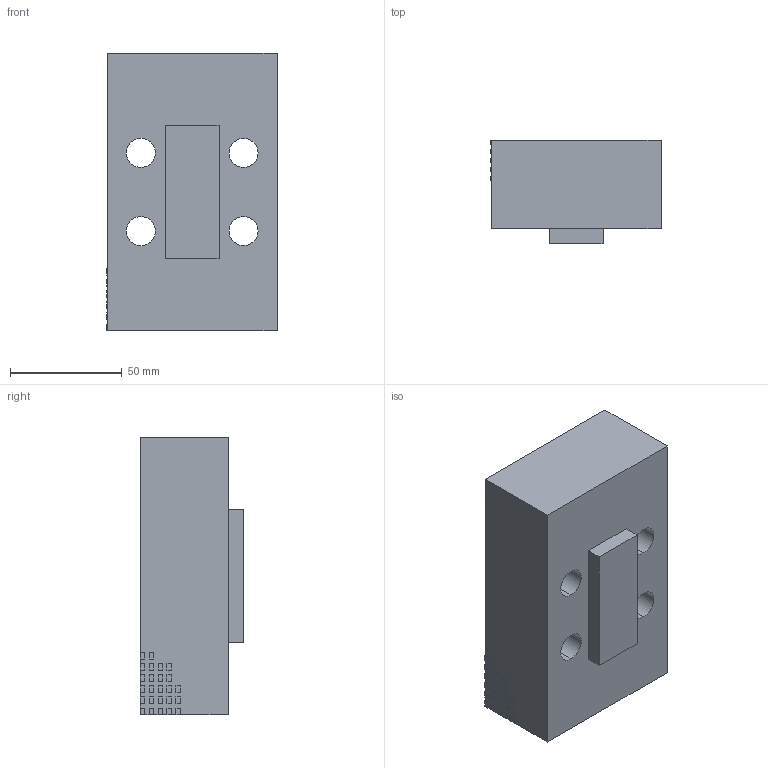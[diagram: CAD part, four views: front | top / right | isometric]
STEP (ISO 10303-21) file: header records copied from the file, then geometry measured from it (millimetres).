
FILE_DESCRIPTION (( 'STEP AP214' ), '1' );
FILE_NAME ('1701.130.stp', '2018-03-21T07:23:25', ( '' ), ( '' ), 'SwSTEP 2.0', 'SolidWorks 2016', '' );
FILE_SCHEMA (( 'AUTOMOTIVE_DESIGN' ));
Length unit declared in the file: millimetre
Products named in the file (1): 1701.130
Bounding box: 76.2 x 46.4 x 124.4 mm (x, y, z)
Volume: 353090.4 mm3; surface area: 43308.9 mm2
Topology: 1 solids, 1 shells, 163 faces, 411 edges, 269 vertices
Faces by surface type: plane 131, cylinder 26, cone 6
Entity records: 4837 total; most frequent: CARTESIAN_POINT 838, ORIENTED_EDGE 810, DIRECTION 785, EDGE_CURVE 405, LINE 353, VECTOR 353, VERTEX_POINT 269, AXIS2_PLACEMENT_3D 216
